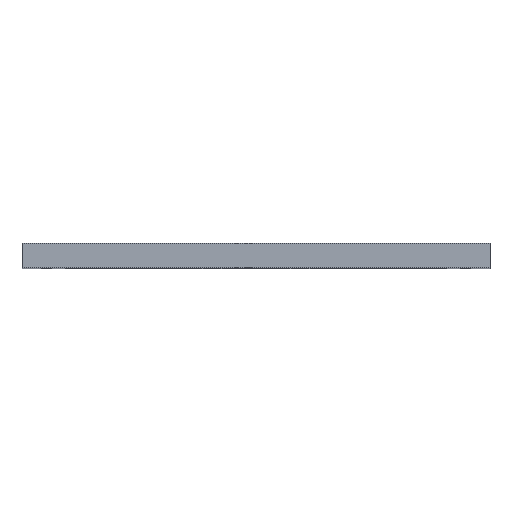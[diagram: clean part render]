
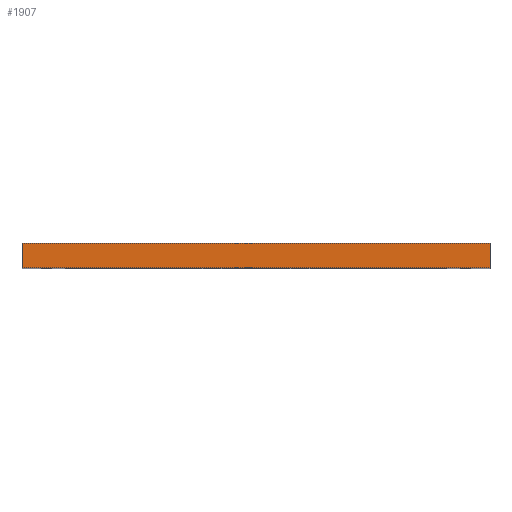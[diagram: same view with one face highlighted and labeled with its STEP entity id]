
A CAD part, top view. The second image highlights one B-rep face of the part: STEP entity #1907.
In plain terms, the highlighted planar face has unit normal (0, 0, 1).
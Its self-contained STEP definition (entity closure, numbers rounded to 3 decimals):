
#112=PLANE('',#2098);
#203=FACE_OUTER_BOUND('',#352,.T.);
#352=EDGE_LOOP('',(#1758,#1759,#1760,#1761));
#362=LINE('',#2673,#531);
#405=LINE('',#2857,#574);
#521=LINE('',#3181,#690);
#522=LINE('',#3183,#691);
#531=VECTOR('',#2120,10.);
#574=VECTOR('',#2267,10.);
#690=VECTOR('',#2641,10.);
#691=VECTOR('',#2644,10.);
#799=VERTEX_POINT('',#2670);
#800=VERTEX_POINT('',#2672);
#888=VERTEX_POINT('',#2854);
#889=VERTEX_POINT('',#2856);
#978=EDGE_CURVE('',#800,#799,#362,.T.);
#1070=EDGE_CURVE('',#888,#889,#405,.F.);
#1233=EDGE_CURVE('',#799,#889,#521,.T.);
#1234=EDGE_CURVE('',#800,#888,#522,.T.);
#1758=ORIENTED_EDGE('',*,*,#978,.T.);
#1759=ORIENTED_EDGE('',*,*,#1233,.T.);
#1760=ORIENTED_EDGE('',*,*,#1070,.F.);
#1761=ORIENTED_EDGE('',*,*,#1234,.F.);
#1907=ADVANCED_FACE('',(#203),#112,.T.);
#2098=AXIS2_PLACEMENT_3D('',#3182,#2642,#2643);
#2120=DIRECTION('',(1.,0.,0.));
#2267=DIRECTION('',(-1.,0.,0.));
#2641=DIRECTION('',(0.,1.,0.));
#2642=DIRECTION('center_axis',(0.,0.,1.));
#2643=DIRECTION('ref_axis',(1.,0.,0.));
#2644=DIRECTION('',(0.,1.,0.));
#2670=CARTESIAN_POINT('',(290.,0.,290.));
#2672=CARTESIAN_POINT('',(0.,0.,290.));
#2673=CARTESIAN_POINT('',(0.,0.,290.));
#2854=CARTESIAN_POINT('',(0.,15.,290.));
#2856=CARTESIAN_POINT('',(290.,15.,290.));
#2857=CARTESIAN_POINT('',(72.5,15.,290.));
#3181=CARTESIAN_POINT('',(290.,0.,290.));
#3182=CARTESIAN_POINT('Origin',(0.,0.,290.));
#3183=CARTESIAN_POINT('',(0.,0.,290.));
